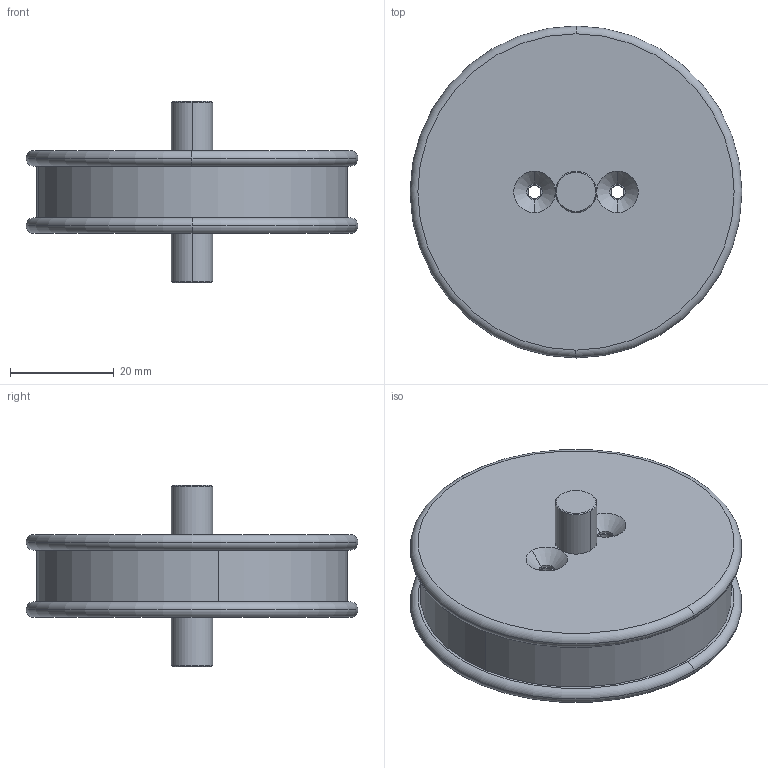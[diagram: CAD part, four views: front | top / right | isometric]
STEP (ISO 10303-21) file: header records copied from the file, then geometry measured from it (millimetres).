
FILE_DESCRIPTION (( 'STEP AP203' ), '1' );
FILE_NAME ('暑脲耦 爨沩栩眍錩铗犷痤黜 囡.STEP', '2024-07-22T11:06:27', ( '' ), ( '' ), 'SwSTEP 2.0', 'SolidWorks 2021', '' );
FILE_SCHEMA (( 'CONFIG_CONTROL_DESIGN' ));
Length unit declared in the file: millimetre
Products named in the file (5): 暑脲耦 爨沩栩眍錩铗犷痤黜 囡; _________00_00; _______00_00; ____00_00; 栖闉罻1(2)_00
Assembly tree (5 placements, depth 3):
  暑脲耦 爨沩栩眍錩铗犷痤黜 囡
    栖闉罻1(2)_00
      _______00_00
      ____00_00
      _________00_00  x2
Bounding box: 64 x 64 x 35 mm (x, y, z)
Volume: 47521.7 mm3; surface area: 23338.9 mm2
Topology: 4 solids, 4 shells, 69 faces, 160 edges, 98 vertices
Faces by surface type: cylinder 32, cone 18, plane 11, torus 8
Entity records: 2101 total; most frequent: DIRECTION 324, CARTESIAN_POINT 256, ORIENTED_EDGE 240, AXIS2_PLACEMENT_3D 142, EDGE_CURVE 120, CIRCLE 80, VERTEX_POINT 74, EDGE_LOOP 70
